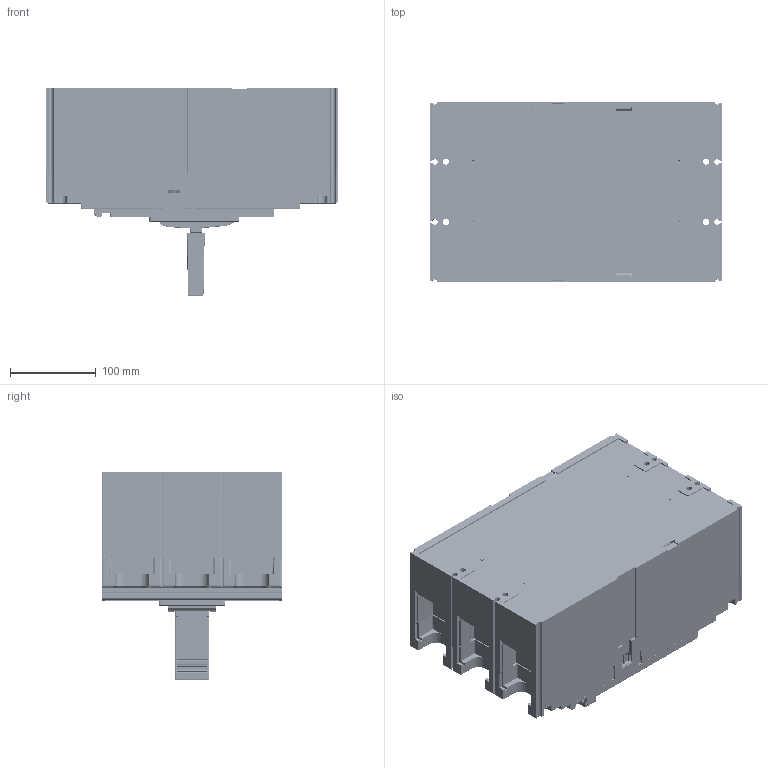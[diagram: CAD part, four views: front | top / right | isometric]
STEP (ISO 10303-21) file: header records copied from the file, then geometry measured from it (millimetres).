
FILE_DESCRIPTION(/* description */ (''),/* implementation_level */ '2;1');
FILE_NAME(/* name */ '1211111.stp',/* time_stamp */ '2024-02-22T13:13:56+08:00',/* author */ (''),/* organization */ (''),/* preprocessor_version */ 'ST-DEVELOPER v11',/* originating_system */ 'SIEMENS UGS NX 6.0',/* authorisation */ '');
FILE_SCHEMA (('CONFIG_CONTROL_DESIGN'));
Products named in the file (1): AdmiAB878qye
Bounding box: 340 x 210 x 242.81 mm (x, y, z)
Volume: 4635758.8 mm3; surface area: 1159356.5 mm2
Topology: 12 solids, 19 shells, 14703 faces, 37660 edges, 24428 vertices
Faces by surface type: plane 12141, cylinder 1738, sphere 332, torus 185, bspline 184, cone 108, extrusion 15
Full cylindrical faces by diameter (mm): 2.9 x7, 3.8 x10, 4 x10, 4.6 x1, 4.7 x5, 5 x4, 5.2 x6, 5.5 x11, 5.8 x6, 6 x5, 6.5 x1, 7.5 x6, 8.5 x4, 9 x6, 9.4 x2, 13 x4
Entity records: 445075 total; most frequent: CARTESIAN_POINT 88239, ORIENTED_EDGE 74392, DIRECTION 69729, EDGE_CURVE 37196, VECTOR 32407, LINE 32392, VERTEX_POINT 24367, AXIS2_PLACEMENT_3D 18661
